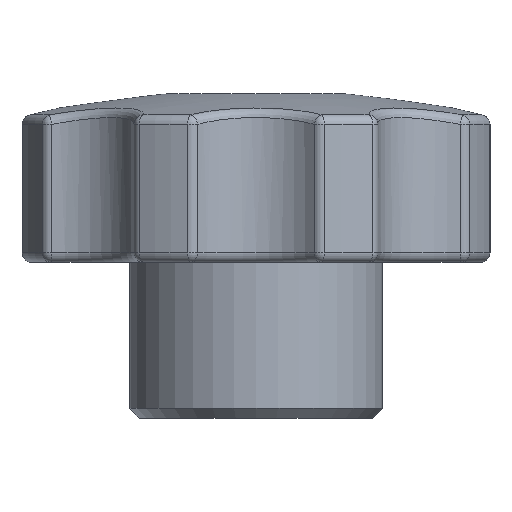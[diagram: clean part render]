
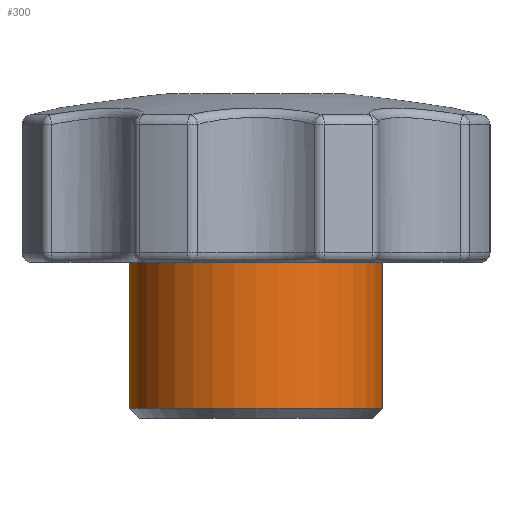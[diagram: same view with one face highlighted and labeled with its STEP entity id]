
A CAD part, front view. The second image highlights one B-rep face of the part: STEP entity #300.
In plain terms, the highlighted cylindrical face has radius 6.5 mm (diameter 13 mm), a full revolution.
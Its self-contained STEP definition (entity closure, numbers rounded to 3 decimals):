
#300 = ADVANCED_FACE( '', ( #630, #631 ), #632, .T. );
#630 = FACE_OUTER_BOUND( '', #1896, .T. );
#631 = FACE_OUTER_BOUND( '', #1897, .T. );
#632 = CYLINDRICAL_SURFACE( '', #1898, 6.5 );
#1896 = EDGE_LOOP( '', ( #3130 ) );
#1897 = EDGE_LOOP( '', ( #3131 ) );
#1898 = AXIS2_PLACEMENT_3D( '', #3132, #3133, #3134 );
#3130 = ORIENTED_EDGE( '', *, *, #3608, .T. );
#3131 = ORIENTED_EDGE( '', *, *, #3602, .F. );
#3132 = CARTESIAN_POINT( '', ( 0., 0., 57.15 ) );
#3133 = DIRECTION( '', ( 0., 0., -1. ) );
#3134 = DIRECTION( '', ( 1., 0., 0. ) );
#3602 = EDGE_CURVE( '', #4022, #4022, #4023, .T. );
#3608 = EDGE_CURVE( '', #4029, #4029, #4030, .T. );
#4022 = VERTEX_POINT( '', #5291 );
#4023 = CIRCLE( '', #5292, 6.5 );
#4029 = VERTEX_POINT( '', #5298 );
#4030 = CIRCLE( '', #5299, 6.5 );
#5291 = CARTESIAN_POINT( '', ( 6.5, 0., 8. ) );
#5292 = AXIS2_PLACEMENT_3D( '', #5788, #5789, #5790 );
#5298 = CARTESIAN_POINT( '', ( 6.5, 0., 0.5 ) );
#5299 = AXIS2_PLACEMENT_3D( '', #5794, #5795, #5796 );
#5788 = CARTESIAN_POINT( '', ( 0., 0., 8. ) );
#5789 = DIRECTION( '', ( 0., 0., 1. ) );
#5790 = DIRECTION( '', ( 1., 0., 0. ) );
#5794 = CARTESIAN_POINT( '', ( 0., 0., 0.5 ) );
#5795 = DIRECTION( '', ( 0., 0., 1. ) );
#5796 = DIRECTION( '', ( 1., 0., 0. ) );
